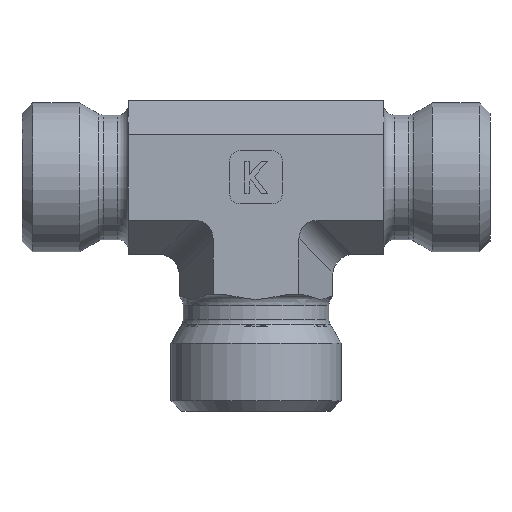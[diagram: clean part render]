
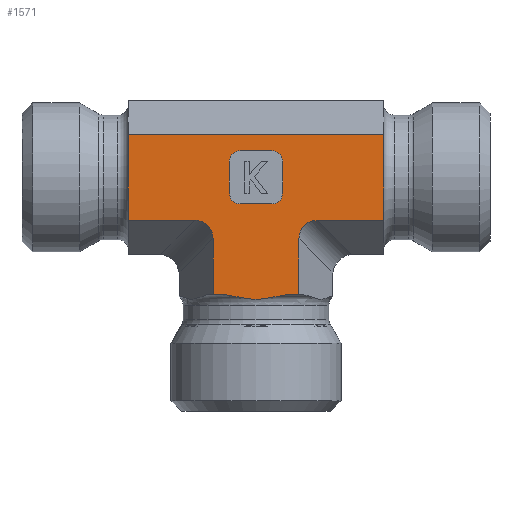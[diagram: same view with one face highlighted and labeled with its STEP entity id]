
A CAD part, left-side view. The second image highlights one B-rep face of the part: STEP entity #1571.
In plain terms, the highlighted planar face has unit normal (-1, 0, 0).
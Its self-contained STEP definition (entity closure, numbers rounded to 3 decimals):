
#324=CARTESIAN_POINT('',(-26.485,21.544,9.959));
#325=VERTEX_POINT('',#324);
#334=CARTESIAN_POINT('',(-26.485,21.544,18.041));
#335=VERTEX_POINT('',#334);
#336=CARTESIAN_POINT('',(-26.485,21.544,18.041));
#337=DIRECTION('',(0.0,0.0,-1.0));
#338=VECTOR('',#337,8.083);
#339=LINE('',#336,#338);
#340=EDGE_CURVE('',#335,#325,#339,.T.);
#417=CARTESIAN_POINT('',(-26.485,15.317,9.959));
#418=VERTEX_POINT('',#417);
#425=CARTESIAN_POINT('',(-26.485,15.317,9.959));
#426=DIRECTION('',(0.0,1.0,0.0));
#427=VECTOR('',#426,6.226);
#428=LINE('',#425,#427);
#429=EDGE_CURVE('',#418,#325,#428,.T.);
#915=CARTESIAN_POINT('',(-26.485,5.991,3.));
#916=VERTEX_POINT('',#915);
#924=CARTESIAN_POINT('',(-26.485,13.097,3.));
#925=VERTEX_POINT('',#924);
#926=CARTESIAN_POINT('',(-26.485,13.097,3.));
#927=CARTESIAN_POINT('',(-26.485,12.698,3.));
#928=CARTESIAN_POINT('',(-26.485,12.222,2.942));
#929=CARTESIAN_POINT('',(-26.485,11.113,2.75));
#930=CARTESIAN_POINT('',(-26.485,10.27,2.527));
#931=CARTESIAN_POINT('',(-26.485,9.544,2.527));
#932=CARTESIAN_POINT('',(-26.485,8.817,2.527));
#933=CARTESIAN_POINT('',(-26.485,7.975,2.75));
#934=CARTESIAN_POINT('',(-26.485,6.865,2.942));
#935=CARTESIAN_POINT('',(-26.485,6.39,3.));
#936=CARTESIAN_POINT('',(-26.485,5.991,3.));
#937=B_SPLINE_CURVE_WITH_KNOTS('',3,(#926,#927,#928,#929,#930,#931,#932,#933,#934,#935,#936),.UNSPECIFIED.,.F.,.U.,(4,2,3,2,4),(-0.338,-0.218,0.0,0.218,0.338),.UNSPECIFIED.);
#938=EDGE_CURVE('',#925,#916,#937,.T.);
#1351=CARTESIAN_POINT('',(-26.485,5.502,8.226));
#1352=VERTEX_POINT('',#1351);
#1359=CARTESIAN_POINT('',(-26.485,5.502,3.));
#1360=VERTEX_POINT('',#1359);
#1361=CARTESIAN_POINT('',(-26.485,5.502,3.));
#1362=DIRECTION('',(0.0,0.0,1.0));
#1363=VECTOR('',#1362,5.226);
#1364=LINE('',#1361,#1363);
#1365=EDGE_CURVE('',#1360,#1352,#1364,.T.);
#1430=CARTESIAN_POINT('',(-26.485,5.502,0.0));
#1431=DIRECTION('',(-1.0,0.0,0.0));
#1432=DIRECTION('',(0.0,0.0,1.0));
#1433=AXIS2_PLACEMENT_3D('',#1430,#1431,#1432);
#1434=PLANE('',#1433);
#1435=ORIENTED_EDGE('',*,*,#340,.T.);
#1436=ORIENTED_EDGE('',*,*,#429,.F.);
#1437=CARTESIAN_POINT('',(-26.485,13.585,8.226));
#1438=VERTEX_POINT('',#1437);
#1439=CARTESIAN_POINT('',(-26.485,15.895,7.649));
#1440=DIRECTION('',(-1.0,0.0,0.0));
#1441=DIRECTION('',(0.0,-0.707,0.707));
#1442=AXIS2_PLACEMENT_3D('',#1439,#1440,#1441);
#1443=ELLIPSE('',#1442,2.582,2.0);
#1444=EDGE_CURVE('',#1438,#418,#1443,.T.);
#1445=ORIENTED_EDGE('',*,*,#1444,.F.);
#1446=CARTESIAN_POINT('',(-26.485,13.585,3.));
#1447=VERTEX_POINT('',#1446);
#1448=CARTESIAN_POINT('',(-26.485,13.585,3.));
#1449=DIRECTION('',(0.0,0.0,1.0));
#1450=VECTOR('',#1449,5.226);
#1451=LINE('',#1448,#1450);
#1452=EDGE_CURVE('',#1447,#1438,#1451,.T.);
#1453=ORIENTED_EDGE('',*,*,#1452,.F.);
#1454=CARTESIAN_POINT('',(-26.485,13.585,3.));
#1455=DIRECTION('',(0.0,-1.0,0.0));
#1456=VECTOR('',#1455,0.489);
#1457=LINE('',#1454,#1456);
#1458=EDGE_CURVE('',#1447,#925,#1457,.T.);
#1459=ORIENTED_EDGE('',*,*,#1458,.T.);
#1460=ORIENTED_EDGE('',*,*,#938,.T.);
#1461=CARTESIAN_POINT('',(-26.485,5.991,3.));
#1462=DIRECTION('',(0.0,-1.0,0.0));
#1463=VECTOR('',#1462,0.489);
#1464=LINE('',#1461,#1463);
#1465=EDGE_CURVE('',#916,#1360,#1464,.T.);
#1466=ORIENTED_EDGE('',*,*,#1465,.T.);
#1467=ORIENTED_EDGE('',*,*,#1365,.T.);
#1468=CARTESIAN_POINT('',(-26.485,3.77,9.959));
#1469=VERTEX_POINT('',#1468);
#1470=CARTESIAN_POINT('',(-26.485,3.193,7.649));
#1471=DIRECTION('',(-1.0,0.0,0.0));
#1472=DIRECTION('',(0.0,0.707,0.707));
#1473=AXIS2_PLACEMENT_3D('',#1470,#1471,#1472);
#1474=ELLIPSE('',#1473,2.582,2.0);
#1475=EDGE_CURVE('',#1469,#1352,#1474,.T.);
#1476=ORIENTED_EDGE('',*,*,#1475,.F.);
#1477=CARTESIAN_POINT('',(-26.485,-2.456,9.959));
#1478=VERTEX_POINT('',#1477);
#1479=CARTESIAN_POINT('',(-26.485,3.77,9.959));
#1480=DIRECTION('',(0.0,-1.0,0.0));
#1481=VECTOR('',#1480,6.226);
#1482=LINE('',#1479,#1481);
#1483=EDGE_CURVE('',#1469,#1478,#1482,.T.);
#1484=ORIENTED_EDGE('',*,*,#1483,.T.);
#1485=CARTESIAN_POINT('',(-26.485,-2.456,18.041));
#1486=VERTEX_POINT('',#1485);
#1487=CARTESIAN_POINT('',(-26.485,-2.456,9.959));
#1488=DIRECTION('',(0.0,0.0,1.0));
#1489=VECTOR('',#1488,8.083);
#1490=LINE('',#1487,#1489);
#1491=EDGE_CURVE('',#1478,#1486,#1490,.T.);
#1492=ORIENTED_EDGE('',*,*,#1491,.T.);
#1493=CARTESIAN_POINT('',(-26.485,21.544,18.041));
#1494=DIRECTION('',(0.0,-1.0,0.0));
#1495=VECTOR('',#1494,24.);
#1496=LINE('',#1493,#1495);
#1497=EDGE_CURVE('',#335,#1486,#1496,.T.);
#1498=ORIENTED_EDGE('',*,*,#1497,.F.);
#1499=EDGE_LOOP('',(#1435,#1436,#1445,#1453,#1459,#1460,#1466,#1467,#1476,#1484,#1492,#1498));
#1500=FACE_OUTER_BOUND('',#1499,.T.);
#1501=CARTESIAN_POINT('',(-26.485,8.044,11.5));
#1502=VERTEX_POINT('',#1501);
#1503=CARTESIAN_POINT('',(-26.485,11.044,11.5));
#1504=VERTEX_POINT('',#1503);
#1505=CARTESIAN_POINT('',(-26.485,8.044,11.5));
#1506=DIRECTION('',(0.0,1.0,0.0));
#1507=VECTOR('',#1506,3.);
#1508=LINE('',#1505,#1507);
#1509=EDGE_CURVE('',#1502,#1504,#1508,.T.);
#1510=ORIENTED_EDGE('',*,*,#1509,.T.);
#1511=CARTESIAN_POINT('',(-26.485,12.044,12.5));
#1512=VERTEX_POINT('',#1511);
#1513=CARTESIAN_POINT('',(-26.485,11.044,12.5));
#1514=DIRECTION('',(-1.0,0.0,0.0));
#1515=DIRECTION('',(0.0,0.707,-0.707));
#1516=AXIS2_PLACEMENT_3D('',#1513,#1514,#1515);
#1517=CIRCLE('',#1516,1.0);
#1518=EDGE_CURVE('',#1512,#1504,#1517,.T.);
#1519=ORIENTED_EDGE('',*,*,#1518,.F.);
#1520=CARTESIAN_POINT('',(-26.485,12.044,15.5));
#1521=VERTEX_POINT('',#1520);
#1522=CARTESIAN_POINT('',(-26.485,12.044,12.5));
#1523=DIRECTION('',(0.0,0.0,1.0));
#1524=VECTOR('',#1523,3.);
#1525=LINE('',#1522,#1524);
#1526=EDGE_CURVE('',#1512,#1521,#1525,.T.);
#1527=ORIENTED_EDGE('',*,*,#1526,.T.);
#1528=CARTESIAN_POINT('',(-26.485,11.044,16.5));
#1529=VERTEX_POINT('',#1528);
#1530=CARTESIAN_POINT('',(-26.485,11.044,15.5));
#1531=DIRECTION('',(-1.0,0.0,0.0));
#1532=DIRECTION('',(0.0,0.707,0.707));
#1533=AXIS2_PLACEMENT_3D('',#1530,#1531,#1532);
#1534=CIRCLE('',#1533,1.0);
#1535=EDGE_CURVE('',#1529,#1521,#1534,.T.);
#1536=ORIENTED_EDGE('',*,*,#1535,.F.);
#1537=CARTESIAN_POINT('',(-26.485,8.044,16.5));
#1538=VERTEX_POINT('',#1537);
#1539=CARTESIAN_POINT('',(-26.485,11.044,16.5));
#1540=DIRECTION('',(0.0,-1.0,0.0));
#1541=VECTOR('',#1540,3.0);
#1542=LINE('',#1539,#1541);
#1543=EDGE_CURVE('',#1529,#1538,#1542,.T.);
#1544=ORIENTED_EDGE('',*,*,#1543,.T.);
#1545=CARTESIAN_POINT('',(-26.485,7.044,15.5));
#1546=VERTEX_POINT('',#1545);
#1547=CARTESIAN_POINT('',(-26.485,8.044,15.5));
#1548=DIRECTION('',(-1.0,0.0,0.0));
#1549=DIRECTION('',(0.0,-0.707,0.707));
#1550=AXIS2_PLACEMENT_3D('',#1547,#1548,#1549);
#1551=CIRCLE('',#1550,1.0);
#1552=EDGE_CURVE('',#1546,#1538,#1551,.T.);
#1553=ORIENTED_EDGE('',*,*,#1552,.F.);
#1554=CARTESIAN_POINT('',(-26.485,7.044,12.5));
#1555=VERTEX_POINT('',#1554);
#1556=CARTESIAN_POINT('',(-26.485,7.044,15.5));
#1557=DIRECTION('',(0.0,0.0,-1.0));
#1558=VECTOR('',#1557,3.);
#1559=LINE('',#1556,#1558);
#1560=EDGE_CURVE('',#1546,#1555,#1559,.T.);
#1561=ORIENTED_EDGE('',*,*,#1560,.T.);
#1562=CARTESIAN_POINT('',(-26.485,8.044,12.5));
#1563=DIRECTION('',(-1.0,0.0,0.0));
#1564=DIRECTION('',(0.0,-0.707,-0.707));
#1565=AXIS2_PLACEMENT_3D('',#1562,#1563,#1564);
#1566=CIRCLE('',#1565,1.0);
#1567=EDGE_CURVE('',#1502,#1555,#1566,.T.);
#1568=ORIENTED_EDGE('',*,*,#1567,.F.);
#1569=EDGE_LOOP('',(#1510,#1519,#1527,#1536,#1544,#1553,#1561,#1568));
#1570=FACE_BOUND('',#1569,.T.);
#1571=ADVANCED_FACE('',(#1500,#1570),#1434,.T.);
